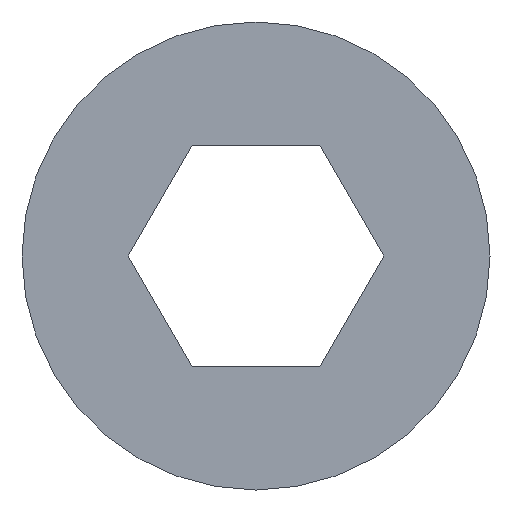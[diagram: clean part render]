
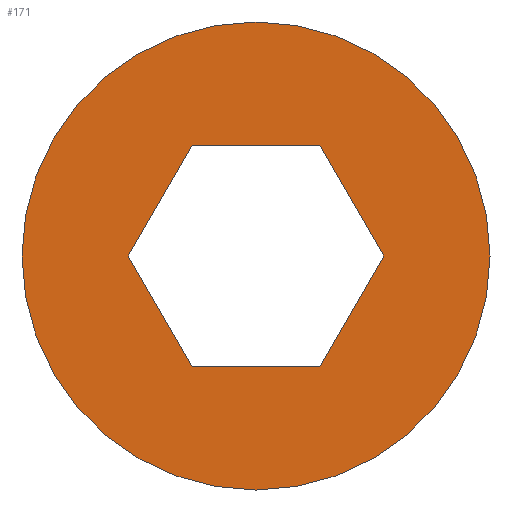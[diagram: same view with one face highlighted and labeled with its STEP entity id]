
A CAD part, front view. The second image highlights one B-rep face of the part: STEP entity #171.
In plain terms, the highlighted planar face has unit normal (0, -1, 0).
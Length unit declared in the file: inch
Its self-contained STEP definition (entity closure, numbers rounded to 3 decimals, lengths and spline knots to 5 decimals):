
#16=FACE_BOUND('',#39,.T.);
#17=CIRCLE('',#193,0.5425);
#28=FACE_OUTER_BOUND('',#38,.T.);
#38=EDGE_LOOP('',(#148));
#39=EDGE_LOOP('',(#149,#150,#151,#152,#153,#154));
#40=LINE('',#244,#59);
#44=LINE('',#252,#63);
#47=LINE('',#258,#66);
#50=LINE('',#264,#69);
#53=LINE('',#270,#72);
#56=LINE('',#275,#75);
#59=VECTOR('',#201,0.3937);
#63=VECTOR('',#207,0.3937);
#66=VECTOR('',#212,0.3937);
#69=VECTOR('',#217,0.3937);
#72=VECTOR('',#222,0.3937);
#75=VECTOR('',#227,0.3937);
#78=VERTEX_POINT('',#242);
#79=VERTEX_POINT('',#243);
#82=VERTEX_POINT('',#251);
#84=VERTEX_POINT('',#257);
#86=VERTEX_POINT('',#263);
#88=VERTEX_POINT('',#269);
#90=VERTEX_POINT('',#278);
#92=EDGE_CURVE('',#78,#79,#40,.T.);
#96=EDGE_CURVE('',#79,#82,#44,.T.);
#99=EDGE_CURVE('',#82,#84,#47,.T.);
#102=EDGE_CURVE('',#84,#86,#50,.T.);
#105=EDGE_CURVE('',#86,#88,#53,.T.);
#108=EDGE_CURVE('',#88,#78,#56,.T.);
#110=EDGE_CURVE('',#90,#90,#17,.F.);
#148=ORIENTED_EDGE('',*,*,#110,.F.);
#149=ORIENTED_EDGE('',*,*,#102,.F.);
#150=ORIENTED_EDGE('',*,*,#99,.F.);
#151=ORIENTED_EDGE('',*,*,#96,.F.);
#152=ORIENTED_EDGE('',*,*,#92,.F.);
#153=ORIENTED_EDGE('',*,*,#108,.F.);
#154=ORIENTED_EDGE('',*,*,#105,.F.);
#162=PLANE('',#196);
#171=ADVANCED_FACE('',(#28,#16),#162,.T.);
#193=AXIS2_PLACEMENT_3D('',#279,#231,#232);
#196=AXIS2_PLACEMENT_3D('',#284,#238,#239);
#201=DIRECTION('',(0.5,0.,-0.866));
#207=DIRECTION('',(1.,0.,0.));
#212=DIRECTION('',(0.5,0.,0.866));
#217=DIRECTION('',(-0.5,0.,0.866));
#222=DIRECTION('',(-1.,0.,0.));
#227=DIRECTION('',(-0.5,0.,-0.866));
#231=DIRECTION('center_axis',(0.,-1.,0.));
#232=DIRECTION('ref_axis',(-1.,0.,0.));
#238=DIRECTION('center_axis',(0.,-1.,0.));
#239=DIRECTION('ref_axis',(0.,0.,-1.));
#242=CARTESIAN_POINT('',(1.10882,1.1975,-1.505));
#243=CARTESIAN_POINT('',(1.25691,1.1975,-1.7615));
#244=CARTESIAN_POINT('',(1.21917,1.1975,-1.69613));
#251=CARTESIAN_POINT('',(1.55309,1.1975,-1.7615));
#252=CARTESIAN_POINT('',(1.4776,1.1975,-1.7615));
#257=CARTESIAN_POINT('',(1.70118,1.1975,-1.505));
#258=CARTESIAN_POINT('',(1.66344,1.1975,-1.57038));
#263=CARTESIAN_POINT('',(1.55309,1.1975,-1.2485));
#264=CARTESIAN_POINT('',(1.59083,1.1975,-1.31388));
#269=CARTESIAN_POINT('',(1.25691,1.1975,-1.2485));
#270=CARTESIAN_POINT('',(1.3324,1.1975,-1.2485));
#275=CARTESIAN_POINT('',(1.14656,1.1975,-1.43963));
#278=CARTESIAN_POINT('',(1.9475,1.1975,-1.505));
#279=CARTESIAN_POINT('Origin',(1.405,1.1975,-1.505));
#284=CARTESIAN_POINT('Origin',(1.405,1.1975,-1.505));
